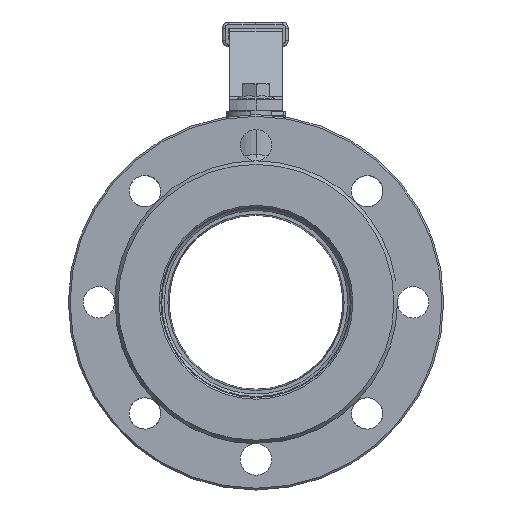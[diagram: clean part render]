
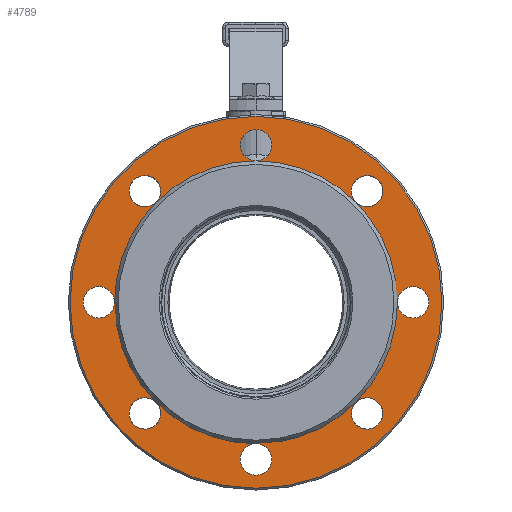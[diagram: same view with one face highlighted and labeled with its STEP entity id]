
A CAD part, left-side view. The second image highlights one B-rep face of the part: STEP entity #4789.
In plain terms, the highlighted face is planar.
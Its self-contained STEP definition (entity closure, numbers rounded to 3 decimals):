
#4557=CARTESIAN_POINT('',(0.,-17.,106.5));
#4558=VERTEX_POINT('',#4557);
#4565=CARTESIAN_POINT('',(-0.,-17.,-106.5));
#4566=VERTEX_POINT('',#4565);
#4567=CARTESIAN_POINT('',(0.,-17.,0.));
#4568=DIRECTION('',(0.,-1.,0.));
#4569=DIRECTION('',(0.,0.,-1.));
#4570=AXIS2_PLACEMENT_3D('',#4567,#4568,#4569);
#4571=CIRCLE('',#4570,106.5);
#4572=EDGE_CURVE('',#4566,#4558,#4571,.T.);
#4574=CARTESIAN_POINT('',(0.,-17.,0.));
#4575=DIRECTION('',(0.,-1.,0.));
#4576=DIRECTION('',(0.,0.,-1.));
#4577=AXIS2_PLACEMENT_3D('',#4574,#4575,#4576);
#4578=CIRCLE('',#4577,106.5);
#4579=EDGE_CURVE('',#4558,#4566,#4578,.T.);
#4587=CARTESIAN_POINT('',(0.,-17.,81.));
#4588=DIRECTION('',(0.,-1.,0.));
#4589=DIRECTION('',(0.,0.,-1.));
#4590=AXIS2_PLACEMENT_3D('',#4587,#4588,#4589);
#4591=PLANE('',#4590);
#4592=ORIENTED_EDGE('',*,*,#4572,.T.);
#4593=ORIENTED_EDGE('',*,*,#4579,.T.);
#4594=EDGE_LOOP('',(#4592,#4593));
#4595=FACE_BOUND('',#4594,.T.);
#4596=CARTESIAN_POINT('',(-57.276,-17.,57.276));
#4597=VERTEX_POINT('',#4596);
#4598=CARTESIAN_POINT('',(-81.,-17.,-0.));
#4599=VERTEX_POINT('',#4598);
#4600=CARTESIAN_POINT('',(0.,-17.,0.));
#4601=DIRECTION('',(0.,-1.,0.));
#4602=DIRECTION('',(0.,0.,-1.));
#4603=AXIS2_PLACEMENT_3D('',#4600,#4601,#4602);
#4604=CIRCLE('',#4603,81.);
#4605=EDGE_CURVE('',#4597,#4599,#4604,.T.);
#4606=ORIENTED_EDGE('',*,*,#4605,.F.);
#4607=CARTESIAN_POINT('',(-54.64,-17.,63.64));
#4608=VERTEX_POINT('',#4607);
#4609=CARTESIAN_POINT('',(-63.64,-17.,63.64));
#4610=DIRECTION('',(0.,-1.,0.));
#4611=DIRECTION('',(1.,0.,0.));
#4612=AXIS2_PLACEMENT_3D('',#4609,#4610,#4611);
#4613=CIRCLE('',#4612,9.);
#4614=EDGE_CURVE('',#4608,#4597,#4613,.T.);
#4615=ORIENTED_EDGE('',*,*,#4614,.F.);
#4616=CARTESIAN_POINT('',(-63.64,-17.,63.64));
#4617=DIRECTION('',(0.,-1.,0.));
#4618=DIRECTION('',(1.,0.,0.));
#4619=AXIS2_PLACEMENT_3D('',#4616,#4617,#4618);
#4620=CIRCLE('',#4619,9.);
#4621=EDGE_CURVE('',#4597,#4608,#4620,.T.);
#4622=ORIENTED_EDGE('',*,*,#4621,.F.);
#4623=CARTESIAN_POINT('',(-0.,-17.,81.));
#4624=VERTEX_POINT('',#4623);
#4625=CARTESIAN_POINT('',(0.,-17.,0.));
#4626=DIRECTION('',(0.,-1.,0.));
#4627=DIRECTION('',(0.,0.,-1.));
#4628=AXIS2_PLACEMENT_3D('',#4625,#4626,#4627);
#4629=CIRCLE('',#4628,81.);
#4630=EDGE_CURVE('',#4624,#4597,#4629,.T.);
#4631=ORIENTED_EDGE('',*,*,#4630,.F.);
#4632=CARTESIAN_POINT('',(9.,-17.,90.));
#4633=VERTEX_POINT('',#4632);
#4634=CARTESIAN_POINT('',(-0.,-17.,90.));
#4635=DIRECTION('',(0.,-1.,0.));
#4636=DIRECTION('',(1.,0.,0.));
#4637=AXIS2_PLACEMENT_3D('',#4634,#4635,#4636);
#4638=CIRCLE('',#4637,9.);
#4639=EDGE_CURVE('',#4633,#4624,#4638,.T.);
#4640=ORIENTED_EDGE('',*,*,#4639,.F.);
#4641=CARTESIAN_POINT('',(-0.,-17.,90.));
#4642=DIRECTION('',(0.,-1.,0.));
#4643=DIRECTION('',(1.,0.,0.));
#4644=AXIS2_PLACEMENT_3D('',#4641,#4642,#4643);
#4645=CIRCLE('',#4644,9.);
#4646=EDGE_CURVE('',#4624,#4633,#4645,.T.);
#4647=ORIENTED_EDGE('',*,*,#4646,.F.);
#4648=CARTESIAN_POINT('',(57.276,-17.,57.276));
#4649=VERTEX_POINT('',#4648);
#4650=CARTESIAN_POINT('',(0.,-17.,0.));
#4651=DIRECTION('',(0.,-1.,0.));
#4652=DIRECTION('',(0.,0.,-1.));
#4653=AXIS2_PLACEMENT_3D('',#4650,#4651,#4652);
#4654=CIRCLE('',#4653,81.);
#4655=EDGE_CURVE('',#4649,#4624,#4654,.T.);
#4656=ORIENTED_EDGE('',*,*,#4655,.F.);
#4657=CARTESIAN_POINT('',(72.64,-17.,63.64));
#4658=VERTEX_POINT('',#4657);
#4659=CARTESIAN_POINT('',(63.64,-17.,63.64));
#4660=DIRECTION('',(0.,-1.,0.));
#4661=DIRECTION('',(1.,0.,0.));
#4662=AXIS2_PLACEMENT_3D('',#4659,#4660,#4661);
#4663=CIRCLE('',#4662,9.);
#4664=EDGE_CURVE('',#4658,#4649,#4663,.T.);
#4665=ORIENTED_EDGE('',*,*,#4664,.F.);
#4666=CARTESIAN_POINT('',(63.64,-17.,63.64));
#4667=DIRECTION('',(0.,-1.,0.));
#4668=DIRECTION('',(1.,0.,0.));
#4669=AXIS2_PLACEMENT_3D('',#4666,#4667,#4668);
#4670=CIRCLE('',#4669,9.);
#4671=EDGE_CURVE('',#4649,#4658,#4670,.T.);
#4672=ORIENTED_EDGE('',*,*,#4671,.F.);
#4673=CARTESIAN_POINT('',(81.,-17.,0.));
#4674=VERTEX_POINT('',#4673);
#4675=CARTESIAN_POINT('',(0.,-17.,0.));
#4676=DIRECTION('',(0.,-1.,0.));
#4677=DIRECTION('',(0.,0.,-1.));
#4678=AXIS2_PLACEMENT_3D('',#4675,#4676,#4677);
#4679=CIRCLE('',#4678,81.);
#4680=EDGE_CURVE('',#4674,#4649,#4679,.T.);
#4681=ORIENTED_EDGE('',*,*,#4680,.F.);
#4682=CARTESIAN_POINT('',(99.,-17.,-0.));
#4683=VERTEX_POINT('',#4682);
#4684=CARTESIAN_POINT('',(90.,-17.,0.));
#4685=DIRECTION('',(0.,-1.,0.));
#4686=DIRECTION('',(1.,0.,0.));
#4687=AXIS2_PLACEMENT_3D('',#4684,#4685,#4686);
#4688=CIRCLE('',#4687,9.);
#4689=EDGE_CURVE('',#4683,#4674,#4688,.T.);
#4690=ORIENTED_EDGE('',*,*,#4689,.F.);
#4691=CARTESIAN_POINT('',(90.,-17.,0.));
#4692=DIRECTION('',(0.,-1.,0.));
#4693=DIRECTION('',(1.,0.,0.));
#4694=AXIS2_PLACEMENT_3D('',#4691,#4692,#4693);
#4695=CIRCLE('',#4694,9.);
#4696=EDGE_CURVE('',#4674,#4683,#4695,.T.);
#4697=ORIENTED_EDGE('',*,*,#4696,.F.);
#4698=CARTESIAN_POINT('',(57.276,-17.,-57.276));
#4699=VERTEX_POINT('',#4698);
#4700=CARTESIAN_POINT('',(0.,-17.,0.));
#4701=DIRECTION('',(0.,-1.,0.));
#4702=DIRECTION('',(0.,0.,-1.));
#4703=AXIS2_PLACEMENT_3D('',#4700,#4701,#4702);
#4704=CIRCLE('',#4703,81.);
#4705=EDGE_CURVE('',#4699,#4674,#4704,.T.);
#4706=ORIENTED_EDGE('',*,*,#4705,.F.);
#4707=CARTESIAN_POINT('',(72.64,-17.,-63.64));
#4708=VERTEX_POINT('',#4707);
#4709=CARTESIAN_POINT('',(63.64,-17.,-63.64));
#4710=DIRECTION('',(0.,-1.,0.));
#4711=DIRECTION('',(1.,0.,0.));
#4712=AXIS2_PLACEMENT_3D('',#4709,#4710,#4711);
#4713=CIRCLE('',#4712,9.);
#4714=EDGE_CURVE('',#4708,#4699,#4713,.T.);
#4715=ORIENTED_EDGE('',*,*,#4714,.F.);
#4716=CARTESIAN_POINT('',(63.64,-17.,-63.64));
#4717=DIRECTION('',(0.,-1.,0.));
#4718=DIRECTION('',(1.,0.,0.));
#4719=AXIS2_PLACEMENT_3D('',#4716,#4717,#4718);
#4720=CIRCLE('',#4719,9.);
#4721=EDGE_CURVE('',#4699,#4708,#4720,.T.);
#4722=ORIENTED_EDGE('',*,*,#4721,.F.);
#4723=CARTESIAN_POINT('',(0.,-17.,-81.));
#4724=VERTEX_POINT('',#4723);
#4725=CARTESIAN_POINT('',(0.,-17.,0.));
#4726=DIRECTION('',(0.,-1.,0.));
#4727=DIRECTION('',(0.,0.,-1.));
#4728=AXIS2_PLACEMENT_3D('',#4725,#4726,#4727);
#4729=CIRCLE('',#4728,81.);
#4730=EDGE_CURVE('',#4724,#4699,#4729,.T.);
#4731=ORIENTED_EDGE('',*,*,#4730,.F.);
#4732=CARTESIAN_POINT('',(9.,-17.,-90.));
#4733=VERTEX_POINT('',#4732);
#4734=CARTESIAN_POINT('',(0.,-17.,-90.));
#4735=DIRECTION('',(0.,-1.,0.));
#4736=DIRECTION('',(1.,0.,0.));
#4737=AXIS2_PLACEMENT_3D('',#4734,#4735,#4736);
#4738=CIRCLE('',#4737,9.);
#4739=EDGE_CURVE('',#4733,#4724,#4738,.T.);
#4740=ORIENTED_EDGE('',*,*,#4739,.F.);
#4741=CARTESIAN_POINT('',(0.,-17.,-90.));
#4742=DIRECTION('',(0.,-1.,0.));
#4743=DIRECTION('',(1.,0.,0.));
#4744=AXIS2_PLACEMENT_3D('',#4741,#4742,#4743);
#4745=CIRCLE('',#4744,9.);
#4746=EDGE_CURVE('',#4724,#4733,#4745,.T.);
#4747=ORIENTED_EDGE('',*,*,#4746,.F.);
#4748=CARTESIAN_POINT('',(-57.276,-17.,-57.276));
#4749=VERTEX_POINT('',#4748);
#4750=CARTESIAN_POINT('',(0.,-17.,0.));
#4751=DIRECTION('',(0.,-1.,0.));
#4752=DIRECTION('',(0.,0.,-1.));
#4753=AXIS2_PLACEMENT_3D('',#4750,#4751,#4752);
#4754=CIRCLE('',#4753,81.);
#4755=EDGE_CURVE('',#4749,#4724,#4754,.T.);
#4756=ORIENTED_EDGE('',*,*,#4755,.F.);
#4757=CARTESIAN_POINT('',(-54.64,-17.,-63.64));
#4758=VERTEX_POINT('',#4757);
#4759=CARTESIAN_POINT('',(-63.64,-17.,-63.64));
#4760=DIRECTION('',(0.,-1.,0.));
#4761=DIRECTION('',(1.,0.,0.));
#4762=AXIS2_PLACEMENT_3D('',#4759,#4760,#4761);
#4763=CIRCLE('',#4762,9.);
#4764=EDGE_CURVE('',#4758,#4749,#4763,.T.);
#4765=ORIENTED_EDGE('',*,*,#4764,.F.);
#4766=CARTESIAN_POINT('',(-63.64,-17.,-63.64));
#4767=DIRECTION('',(0.,-1.,0.));
#4768=DIRECTION('',(1.,0.,0.));
#4769=AXIS2_PLACEMENT_3D('',#4766,#4767,#4768);
#4770=CIRCLE('',#4769,9.);
#4771=EDGE_CURVE('',#4749,#4758,#4770,.T.);
#4772=ORIENTED_EDGE('',*,*,#4771,.F.);
#4773=CARTESIAN_POINT('',(0.,-17.,0.));
#4774=DIRECTION('',(0.,-1.,0.));
#4775=DIRECTION('',(0.,0.,-1.));
#4776=AXIS2_PLACEMENT_3D('',#4773,#4774,#4775);
#4777=CIRCLE('',#4776,81.);
#4778=EDGE_CURVE('',#4599,#4749,#4777,.T.);
#4779=ORIENTED_EDGE('',*,*,#4778,.F.);
#4780=CARTESIAN_POINT('',(-90.,-17.,-0.));
#4781=DIRECTION('',(0.,-1.,0.));
#4782=DIRECTION('',(1.,0.,0.));
#4783=AXIS2_PLACEMENT_3D('',#4780,#4781,#4782);
#4784=CIRCLE('',#4783,9.);
#4785=EDGE_CURVE('',#4599,#4599,#4784,.T.);
#4786=ORIENTED_EDGE('',*,*,#4785,.F.);
#4787=EDGE_LOOP('',(#4606,#4615,#4622,#4631,#4640,#4647,#4656,#4665,#4672,#4681,#4690,#4697,#4706,#4715,#4722,#4731,#4740,#4747,#4756,#4765,#4772,#4779,#4786));
#4788=FACE_BOUND('',#4787,.T.);
#4789=ADVANCED_FACE('',(#4595,#4788),#4591,.T.);
